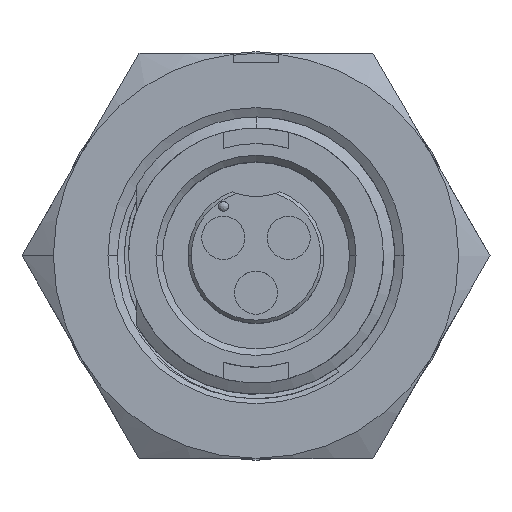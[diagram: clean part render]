
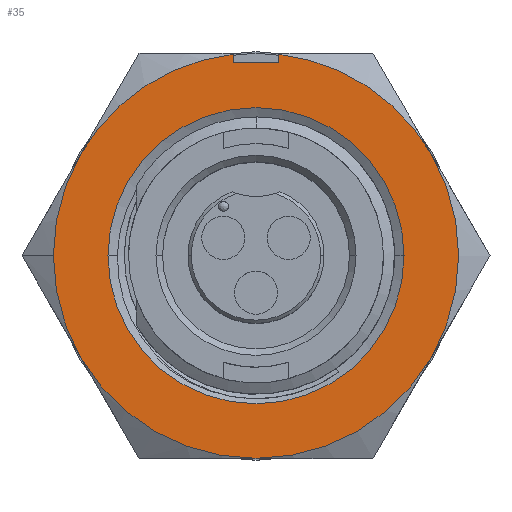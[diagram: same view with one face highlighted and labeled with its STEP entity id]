
A CAD part, top view. The second image highlights one B-rep face of the part: STEP entity #35.
In plain terms, the highlighted planar face has unit normal (0, 0, 1).
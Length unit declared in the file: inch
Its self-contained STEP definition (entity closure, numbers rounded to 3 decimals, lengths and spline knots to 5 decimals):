
#4 = CIRCLE ( 'NONE', #1212, 0.31 ) ;
#35 = ADVANCED_FACE ( 'NONE', ( #1078, #1073 ), #10470, .F. ) ;
#65 = EDGE_CURVE ( 'NONE', #11832, #11913, #9953, .T. ) ;
#83 = CIRCLE ( 'NONE', #746, 0.2265 ) ;
#151 = EDGE_CURVE ( 'NONE', #11765, #12033, #173, .T. ) ;
#154 = CIRCLE ( 'NONE', #1157, 0.31 ) ;
#173 = CIRCLE ( 'NONE', #863, 0.31 ) ;
#217 = CIRCLE ( 'NONE', #1346, 0.31 ) ;
#219 = EDGE_CURVE ( 'NONE', #11957, #11935, #83, .T. ) ;
#275 = EDGE_CURVE ( 'NONE', #11935, #11957, #678, .T. ) ;
#325 = EDGE_CURVE ( 'NONE', #11867, #11915, #217, .T. ) ;
#391 = CIRCLE ( 'NONE', #924, 0.31 ) ;
#436 = EDGE_CURVE ( 'NONE', #11915, #11789, #453, .T. ) ;
#442 = CIRCLE ( 'NONE', #1270, 0.31 ) ;
#453 = CIRCLE ( 'NONE', #1178, 0.31 ) ;
#454 = EDGE_CURVE ( 'NONE', #11951, #11832, #8140, .T. ) ;
#516 = EDGE_CURVE ( 'NONE', #12033, #11993, #154, .T. ) ;
#561 = EDGE_CURVE ( 'NONE', #11869, #11765, #442, .T. ) ;
#594 = EDGE_CURVE ( 'NONE', #11789, #11869, #4, .T. ) ;
#656 = EDGE_CURVE ( 'NONE', #11913, #11993, #3166, .T. ) ;
#678 = CIRCLE ( 'NONE', #1312, 0.2265 ) ;
#692 = EDGE_CURVE ( 'NONE', #11951, #11867, #391, .T. ) ;
#746 = AXIS2_PLACEMENT_3D ( 'NONE', #4647, #4646, #4645 ) ;
#760 = VECTOR ( 'NONE', #3168, 39.37008 ) ;
#863 = AXIS2_PLACEMENT_3D ( 'NONE', #7452, #7455, #7457 ) ;
#924 = AXIS2_PLACEMENT_3D ( 'NONE', #3865, #3866, #3867 ) ;
#1024 = VECTOR ( 'NONE', #9956, 39.37008 ) ;
#1073 = FACE_BOUND ( 'NONE', #11607, .T. ) ;
#1078 = FACE_OUTER_BOUND ( 'NONE', #11603, .T. ) ;
#1091 = AXIS2_PLACEMENT_3D ( 'NONE', #10480, #10482, #10500 ) ;
#1157 = AXIS2_PLACEMENT_3D ( 'NONE', #8281, #8306, #8395 ) ;
#1178 = AXIS2_PLACEMENT_3D ( 'NONE', #1691, #1747, #1708 ) ;
#1212 = AXIS2_PLACEMENT_3D ( 'NONE', #7733, #7595, #7632 ) ;
#1270 = AXIS2_PLACEMENT_3D ( 'NONE', #1566, #1547, #1642 ) ;
#1312 = AXIS2_PLACEMENT_3D ( 'NONE', #4456, #4455, #4454 ) ;
#1339 = VECTOR ( 'NONE', #8123, 39.37008 ) ;
#1346 = AXIS2_PLACEMENT_3D ( 'NONE', #9137, #9127, #9126 ) ;
#1547 = DIRECTION ( 'NONE',  ( 0., 0., -1. ) ) ;
#1566 = CARTESIAN_POINT ( 'NONE',  ( 0., 0., 0.293 ) ) ;
#1642 = DIRECTION ( 'NONE',  ( -1., 0., 0. ) ) ;
#1691 = CARTESIAN_POINT ( 'NONE',  ( 0., 0., 0.293 ) ) ;
#1708 = DIRECTION ( 'NONE',  ( -1., 0., 0. ) ) ;
#1747 = DIRECTION ( 'NONE',  ( 0., 0., -1. ) ) ;
#3166 = LINE ( 'NONE', #3167, #760 ) ;
#3167 = CARTESIAN_POINT ( 'NONE',  ( -0.035, 0.35188, 0.293 ) ) ;
#3168 = DIRECTION ( 'NONE',  ( 0., 1., 0. ) ) ;
#3865 = CARTESIAN_POINT ( 'NONE',  ( 0., 0., 0.293 ) ) ;
#3866 = DIRECTION ( 'NONE',  ( 0., 0., -1. ) ) ;
#3867 = DIRECTION ( 'NONE',  ( -1., 0., 0. ) ) ;
#4004 = CARTESIAN_POINT ( 'NONE',  ( -0.31, 0., 0.293 ) ) ;
#4023 = CARTESIAN_POINT ( 'NONE',  ( 0., -0.31, 0.293 ) ) ;
#4064 = CARTESIAN_POINT ( 'NONE',  ( 0.035, 0.295, 0.293 ) ) ;
#4099 = CARTESIAN_POINT ( 'NONE',  ( 0.26847, 0.155, 0.293 ) ) ;
#4101 = CARTESIAN_POINT ( 'NONE',  ( -0.26847, -0.155, 0.293 ) ) ;
#4142 = CARTESIAN_POINT ( 'NONE',  ( -0.035, 0.295, 0.293 ) ) ;
#4144 = CARTESIAN_POINT ( 'NONE',  ( 0.26847, -0.155, 0.293 ) ) ;
#4454 = DIRECTION ( 'NONE',  ( 1., 0., 0. ) ) ;
#4455 = DIRECTION ( 'NONE',  ( 0., 0., 1. ) ) ;
#4456 = CARTESIAN_POINT ( 'NONE',  ( 0., 0., 0.293 ) ) ;
#4645 = DIRECTION ( 'NONE',  ( 1., 0., 0. ) ) ;
#4646 = DIRECTION ( 'NONE',  ( 0., 0., 1. ) ) ;
#4647 = CARTESIAN_POINT ( 'NONE',  ( 0., 0., 0.293 ) ) ;
#4851 = ORIENTED_EDGE ( 'NONE', *, *, #692, .F. ) ;
#4853 = ORIENTED_EDGE ( 'NONE', *, *, #454, .T. ) ;
#4855 = ORIENTED_EDGE ( 'NONE', *, *, #65, .T. ) ;
#4857 = ORIENTED_EDGE ( 'NONE', *, *, #275, .F. ) ;
#4859 = ORIENTED_EDGE ( 'NONE', *, *, #219, .F. ) ;
#5099 = ORIENTED_EDGE ( 'NONE', *, *, #656, .T. ) ;
#5101 = ORIENTED_EDGE ( 'NONE', *, *, #151, .F. ) ;
#5103 = ORIENTED_EDGE ( 'NONE', *, *, #516, .F. ) ;
#5105 = ORIENTED_EDGE ( 'NONE', *, *, #561, .F. ) ;
#5107 = ORIENTED_EDGE ( 'NONE', *, *, #594, .F. ) ;
#5110 = ORIENTED_EDGE ( 'NONE', *, *, #325, .F. ) ;
#5112 = ORIENTED_EDGE ( 'NONE', *, *, #436, .F. ) ;
#5414 = CARTESIAN_POINT ( 'NONE',  ( -0.2265, 0., 0.293 ) ) ;
#5438 = CARTESIAN_POINT ( 'NONE',  ( 0.035, 0.30802, 0.293 ) ) ;
#5447 = CARTESIAN_POINT ( 'NONE',  ( 0.2265, 0., 0.293 ) ) ;
#5508 = CARTESIAN_POINT ( 'NONE',  ( -0.035, 0.30802, 0.293 ) ) ;
#5576 = CARTESIAN_POINT ( 'NONE',  ( -0.26847, 0.155, 0.293 ) ) ;
#7452 = CARTESIAN_POINT ( 'NONE',  ( 0., 0., 0.293 ) ) ;
#7455 = DIRECTION ( 'NONE',  ( 0., 0., -1. ) ) ;
#7457 = DIRECTION ( 'NONE',  ( -1., 0., 0. ) ) ;
#7595 = DIRECTION ( 'NONE',  ( 0., 0., -1. ) ) ;
#7632 = DIRECTION ( 'NONE',  ( -1., 0., 0. ) ) ;
#7733 = CARTESIAN_POINT ( 'NONE',  ( 0., 0., 0.293 ) ) ;
#8123 = DIRECTION ( 'NONE',  ( 0., -1., 0. ) ) ;
#8140 = LINE ( 'NONE', #8157, #1339 ) ;
#8157 = CARTESIAN_POINT ( 'NONE',  ( 0.035, 0.35188, 0.293 ) ) ;
#8281 = CARTESIAN_POINT ( 'NONE',  ( 0., 0., 0.293 ) ) ;
#8306 = DIRECTION ( 'NONE',  ( 0., 0., -1. ) ) ;
#8395 = DIRECTION ( 'NONE',  ( 0., 1., 0. ) ) ;
#9126 = DIRECTION ( 'NONE',  ( -1., 0., 0. ) ) ;
#9127 = DIRECTION ( 'NONE',  ( 0., 0., -1. ) ) ;
#9137 = CARTESIAN_POINT ( 'NONE',  ( 0., 0., 0.293 ) ) ;
#9953 = LINE ( 'NONE', #9954, #1024 ) ;
#9954 = CARTESIAN_POINT ( 'NONE',  ( -0.035, 0.295, 0.293 ) ) ;
#9956 = DIRECTION ( 'NONE',  ( -1., 0., 0. ) ) ;
#10470 = PLANE ( 'NONE',  #1091 ) ;
#10480 = CARTESIAN_POINT ( 'NONE',  ( 0., -0.62, 0.293 ) ) ;
#10482 = DIRECTION ( 'NONE',  ( 0., 0., -1. ) ) ;
#10500 = DIRECTION ( 'NONE',  ( -1., 0., 0. ) ) ;
#11603 = EDGE_LOOP ( 'NONE', ( #5099, #5103, #5101, #5105, #5107, #5112, #5110, #4851, #4853, #4855 ) ) ;
#11607 = EDGE_LOOP ( 'NONE', ( #4859, #4857 ) ) ;
#11765 = VERTEX_POINT ( 'NONE', #4004 ) ;
#11789 = VERTEX_POINT ( 'NONE', #4023 ) ;
#11832 = VERTEX_POINT ( 'NONE', #4064 ) ;
#11867 = VERTEX_POINT ( 'NONE', #4099 ) ;
#11869 = VERTEX_POINT ( 'NONE', #4101 ) ;
#11913 = VERTEX_POINT ( 'NONE', #4142 ) ;
#11915 = VERTEX_POINT ( 'NONE', #4144 ) ;
#11935 = VERTEX_POINT ( 'NONE', #5414 ) ;
#11951 = VERTEX_POINT ( 'NONE', #5438 ) ;
#11957 = VERTEX_POINT ( 'NONE', #5447 ) ;
#11993 = VERTEX_POINT ( 'NONE', #5508 ) ;
#12033 = VERTEX_POINT ( 'NONE', #5576 ) ;
